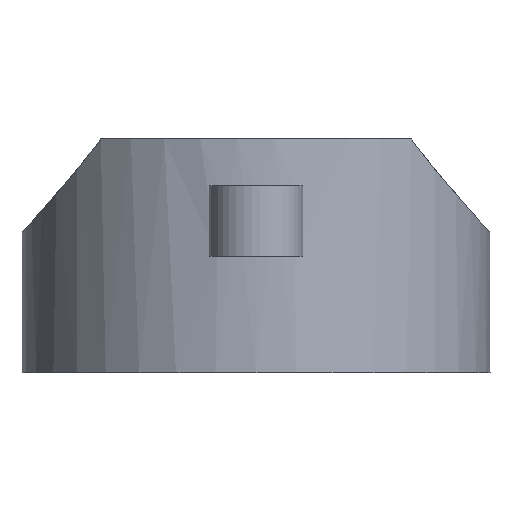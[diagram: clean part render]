
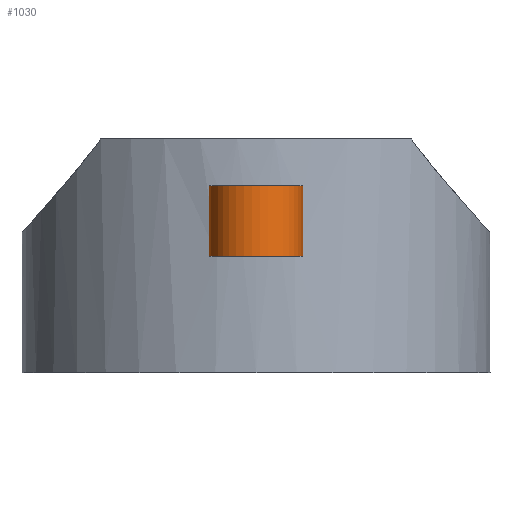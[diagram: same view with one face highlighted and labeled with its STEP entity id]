
A CAD part, left-side view. The second image highlights one B-rep face of the part: STEP entity #1030.
In plain terms, the highlighted cylindrical face has radius 4 mm (diameter 8 mm), a partial arc.
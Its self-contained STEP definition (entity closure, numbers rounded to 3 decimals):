
#254 = VERTEX_POINT('',#255);
#255 = CARTESIAN_POINT('',(-19.727,3.292,10.));
#263 = VERTEX_POINT('',#264);
#264 = CARTESIAN_POINT('',(-19.727,-3.292,10.));
#271 = EDGE_CURVE('',#272,#263,#274,.T.);
#272 = VERTEX_POINT('',#273);
#273 = CARTESIAN_POINT('',(-19.727,-3.292,16.));
#274 = LINE('',#275,#276);
#275 = CARTESIAN_POINT('',(-19.727,-3.292,0.));
#276 = VECTOR('',#277,1.);
#277 = DIRECTION('',(-0.,-0.,-1.));
#289 = VERTEX_POINT('',#290);
#290 = CARTESIAN_POINT('',(-19.727,3.292,16.));
#297 = EDGE_CURVE('',#289,#254,#298,.T.);
#298 = LINE('',#299,#300);
#299 = CARTESIAN_POINT('',(-19.727,3.292,0.));
#300 = VECTOR('',#301,1.);
#301 = DIRECTION('',(-0.,-0.,-1.));
#1009 = EDGE_CURVE('',#254,#263,#1010,.T.);
#1010 = CIRCLE('',#1011,4.);
#1011 = AXIS2_PLACEMENT_3D('',#1012,#1013,#1014);
#1012 = CARTESIAN_POINT('',(-22.,0.,10.));
#1013 = DIRECTION('',(0.,0.,1.));
#1014 = DIRECTION('',(1.,0.,0.));
#1030 = ADVANCED_FACE('',(#1031),#1043,.T.);
#1031 = FACE_BOUND('',#1032,.F.);
#1032 = EDGE_LOOP('',(#1033,#1034,#1035,#1042));
#1033 = ORIENTED_EDGE('',*,*,#1009,.F.);
#1034 = ORIENTED_EDGE('',*,*,#297,.F.);
#1035 = ORIENTED_EDGE('',*,*,#1036,.T.);
#1036 = EDGE_CURVE('',#289,#272,#1037,.T.);
#1037 = CIRCLE('',#1038,4.);
#1038 = AXIS2_PLACEMENT_3D('',#1039,#1040,#1041);
#1039 = CARTESIAN_POINT('',(-22.,0.,16.));
#1040 = DIRECTION('',(0.,0.,1.));
#1041 = DIRECTION('',(1.,0.,0.));
#1042 = ORIENTED_EDGE('',*,*,#271,.T.);
#1043 = CYLINDRICAL_SURFACE('',#1044,4.);
#1044 = AXIS2_PLACEMENT_3D('',#1045,#1046,#1047);
#1045 = CARTESIAN_POINT('',(-22.,0.,10.));
#1046 = DIRECTION('',(-0.,-0.,-1.));
#1047 = DIRECTION('',(1.,0.,0.));
